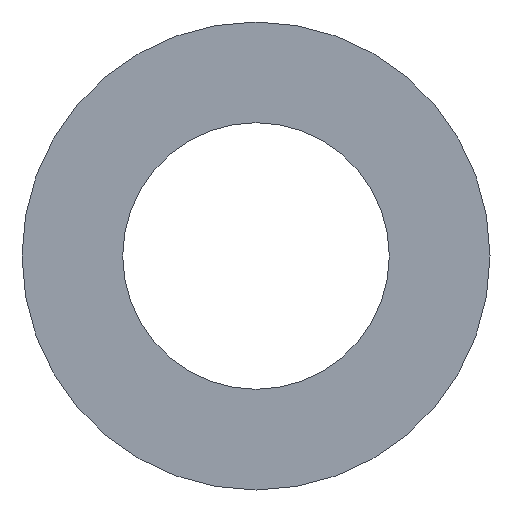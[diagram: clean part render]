
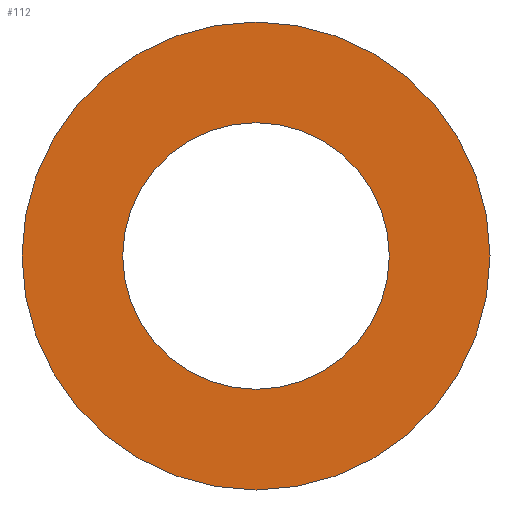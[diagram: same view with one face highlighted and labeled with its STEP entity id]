
A CAD part, left-side view. The second image highlights one B-rep face of the part: STEP entity #112.
In plain terms, the highlighted planar face has unit normal (-1, 0, 0).
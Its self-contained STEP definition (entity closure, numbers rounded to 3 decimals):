
#102 = EDGE_CURVE( '', #120, #158, #218, .T. );
#104 = EDGE_CURVE( '', #158, #120, #220, .T. );
#112 = ADVANCED_FACE( '', ( #228, #229 ), #230, .T. );
#120 = VERTEX_POINT( '', #238 );
#124 = EDGE_CURVE( '', #162, #150, #244, .T. );
#138 = EDGE_CURVE( '', #150, #162, #259, .T. );
#150 = VERTEX_POINT( '', #272 );
#158 = VERTEX_POINT( '', #283 );
#162 = VERTEX_POINT( '', #287 );
#218 = CIRCLE( '', #345, 79. );
#220 = CIRCLE( '', #348, 79. );
#228 = FACE_BOUND( '', #360, .T. );
#229 = FACE_OUTER_BOUND( '', #361, .T. );
#230 = PLANE( '', #362 );
#238 = CARTESIAN_POINT( '', ( -82., 79., 0. ) );
#244 = CIRCLE( '', #379, 45. );
#259 = CIRCLE( '', #398, 45. );
#272 = CARTESIAN_POINT( '', ( -82., 45., 0. ) );
#283 = CARTESIAN_POINT( '', ( -82., -79., 0. ) );
#287 = CARTESIAN_POINT( '', ( -82., -45., 0. ) );
#345 = AXIS2_PLACEMENT_3D( '', #486, #487, #488 );
#348 = AXIS2_PLACEMENT_3D( '', #489, #490, #491 );
#360 = EDGE_LOOP( '', ( #495, #496 ) );
#361 = EDGE_LOOP( '', ( #497, #498 ) );
#362 = AXIS2_PLACEMENT_3D( '', #499, #500, #501 );
#379 = AXIS2_PLACEMENT_3D( '', #516, #517, #518 );
#398 = AXIS2_PLACEMENT_3D( '', #536, #537, #538 );
#486 = CARTESIAN_POINT( '', ( -82., 0., 0. ) );
#487 = DIRECTION( '', ( -1., 0., 0. ) );
#488 = DIRECTION( '', ( 0., 1., 0. ) );
#489 = CARTESIAN_POINT( '', ( -82., 0., 0. ) );
#490 = DIRECTION( '', ( -1., 0., 0. ) );
#491 = DIRECTION( '', ( 0., 1., 0. ) );
#495 = ORIENTED_EDGE( '', *, *, #138, .F. );
#496 = ORIENTED_EDGE( '', *, *, #124, .F. );
#497 = ORIENTED_EDGE( '', *, *, #102, .T. );
#498 = ORIENTED_EDGE( '', *, *, #104, .T. );
#499 = CARTESIAN_POINT( '', ( -82., 62., 0. ) );
#500 = DIRECTION( '', ( -1., 0., 0. ) );
#501 = DIRECTION( '', ( 0., 1., 0. ) );
#516 = CARTESIAN_POINT( '', ( -82., 0., 0. ) );
#517 = DIRECTION( '', ( -1., 0., 0. ) );
#518 = DIRECTION( '', ( 0., 1., 0. ) );
#536 = CARTESIAN_POINT( '', ( -82., 0., 0. ) );
#537 = DIRECTION( '', ( -1., 0., 0. ) );
#538 = DIRECTION( '', ( 0., 1., 0. ) );
